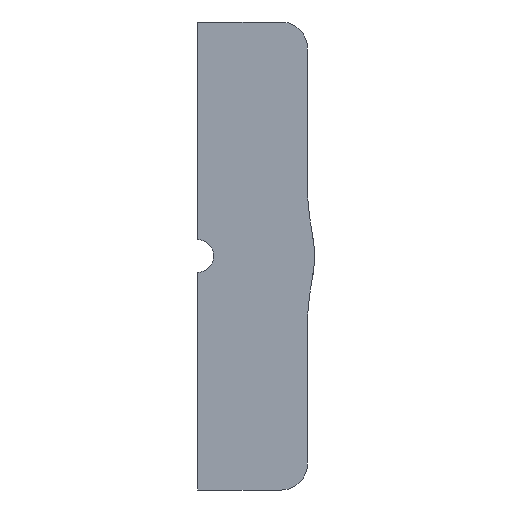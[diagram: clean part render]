
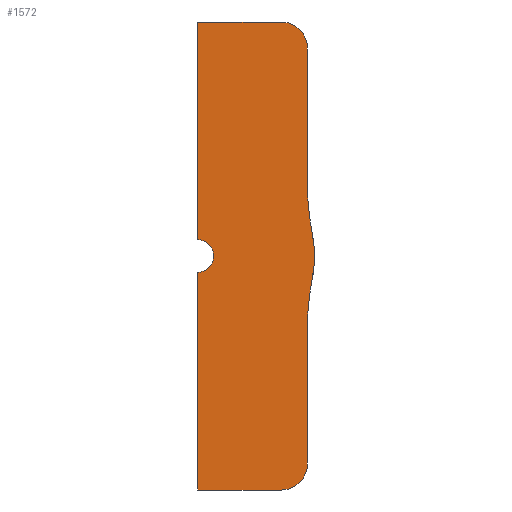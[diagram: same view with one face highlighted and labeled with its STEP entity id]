
A CAD part, left-side view. The second image highlights one B-rep face of the part: STEP entity #1572.
In plain terms, the highlighted planar face has unit normal (-1, 0, 0).
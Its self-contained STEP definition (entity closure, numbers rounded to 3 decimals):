
#1043=CARTESIAN_POINT('',(-5.371,3.,-18.));
#1044=VERTEX_POINT('',#1043);
#1051=CARTESIAN_POINT('',(-5.371,3.,-1.25));
#1052=VERTEX_POINT('',#1051);
#1053=CARTESIAN_POINT('',(-5.371,3.,-1.25));
#1054=DIRECTION('',(0.0,0.0,-1.0));
#1055=VECTOR('',#1054,16.75);
#1056=LINE('',#1053,#1055);
#1057=EDGE_CURVE('',#1052,#1044,#1056,.T.);
#1209=CARTESIAN_POINT('',(-5.371,3.,1.25));
#1210=VERTEX_POINT('',#1209);
#1217=CARTESIAN_POINT('',(-5.371,3.,18.));
#1218=VERTEX_POINT('',#1217);
#1219=CARTESIAN_POINT('',(-5.371,3.,18.));
#1220=DIRECTION('',(0.0,0.0,-1.0));
#1221=VECTOR('',#1220,16.75);
#1222=LINE('',#1219,#1221);
#1223=EDGE_CURVE('',#1218,#1210,#1222,.T.);
#1437=CARTESIAN_POINT('',(-5.371,-5.455,-16.));
#1438=VERTEX_POINT('',#1437);
#1439=CARTESIAN_POINT('',(-5.371,-3.455,-18.));
#1440=VERTEX_POINT('',#1439);
#1441=CARTESIAN_POINT('',(-5.371,-3.455,-16.));
#1442=DIRECTION('',(1.0,0.0,0.0));
#1443=DIRECTION('',(0.0,-0.707,-0.707));
#1444=AXIS2_PLACEMENT_3D('',#1441,#1442,#1443);
#1445=CIRCLE('',#1444,2.0);
#1446=EDGE_CURVE('',#1438,#1440,#1445,.T.);
#1480=CARTESIAN_POINT('',(-5.371,3.,-18.));
#1481=DIRECTION('',(0.0,-1.0,0.0));
#1482=VECTOR('',#1481,6.455);
#1483=LINE('',#1480,#1482);
#1484=EDGE_CURVE('',#1044,#1440,#1483,.T.);
#1496=CARTESIAN_POINT('',(-5.371,-8.455,0.0));
#1497=DIRECTION('',(-1.0,0.0,0.0));
#1498=DIRECTION('',(0.0,0.0,1.0));
#1499=AXIS2_PLACEMENT_3D('',#1496,#1497,#1498);
#1500=PLANE('',#1499);
#1501=ORIENTED_EDGE('',*,*,#1446,.F.);
#1502=CARTESIAN_POINT('',(-5.371,-5.455,-5.595));
#1503=VERTEX_POINT('',#1502);
#1504=CARTESIAN_POINT('',(-5.371,-5.455,-16.));
#1505=DIRECTION('',(0.0,0.0,1.0));
#1506=VECTOR('',#1505,10.405);
#1507=LINE('',#1504,#1506);
#1508=EDGE_CURVE('',#1438,#1503,#1507,.T.);
#1509=ORIENTED_EDGE('',*,*,#1508,.T.);
#1510=CARTESIAN_POINT('',(-5.371,-5.831,-1.736));
#1511=VERTEX_POINT('',#1510);
#1512=CARTESIAN_POINT('',(-5.371,-25.455,-5.595));
#1513=DIRECTION('',(-1.0,0.,0.));
#1514=DIRECTION('',(0.,0.995,0.097));
#1515=AXIS2_PLACEMENT_3D('',#1512,#1513,#1514);
#1516=CIRCLE('',#1515,20.);
#1517=EDGE_CURVE('',#1511,#1503,#1516,.T.);
#1518=ORIENTED_EDGE('',*,*,#1517,.F.);
#1519=CARTESIAN_POINT('',(-5.371,-5.831,1.736));
#1520=VERTEX_POINT('',#1519);
#1521=CARTESIAN_POINT('',(-5.371,3.,0.0));
#1522=DIRECTION('',(-1.0,0.0,0.0));
#1523=DIRECTION('',(0.0,0.0,1.0));
#1524=AXIS2_PLACEMENT_3D('',#1521,#1522,#1523);
#1525=CIRCLE('',#1524,9.);
#1526=EDGE_CURVE('',#1511,#1520,#1525,.T.);
#1527=ORIENTED_EDGE('',*,*,#1526,.T.);
#1528=CARTESIAN_POINT('',(-5.371,-5.455,5.595));
#1529=VERTEX_POINT('',#1528);
#1530=CARTESIAN_POINT('',(-5.371,-25.455,5.595));
#1531=DIRECTION('',(-1.0,0.,0.));
#1532=DIRECTION('',(0.,0.995,-0.097));
#1533=AXIS2_PLACEMENT_3D('',#1530,#1531,#1532);
#1534=CIRCLE('',#1533,20.);
#1535=EDGE_CURVE('',#1529,#1520,#1534,.T.);
#1536=ORIENTED_EDGE('',*,*,#1535,.F.);
#1537=CARTESIAN_POINT('',(-5.371,-5.455,16.));
#1538=VERTEX_POINT('',#1537);
#1539=CARTESIAN_POINT('',(-5.371,-5.455,5.595));
#1540=DIRECTION('',(0.0,0.0,1.0));
#1541=VECTOR('',#1540,10.405);
#1542=LINE('',#1539,#1541);
#1543=EDGE_CURVE('',#1529,#1538,#1542,.T.);
#1544=ORIENTED_EDGE('',*,*,#1543,.T.);
#1545=CARTESIAN_POINT('',(-5.371,-3.455,18.));
#1546=VERTEX_POINT('',#1545);
#1547=CARTESIAN_POINT('',(-5.371,-3.455,16.));
#1548=DIRECTION('',(1.0,0.0,0.0));
#1549=DIRECTION('',(0.0,-0.707,0.707));
#1550=AXIS2_PLACEMENT_3D('',#1547,#1548,#1549);
#1551=CIRCLE('',#1550,2.0);
#1552=EDGE_CURVE('',#1546,#1538,#1551,.T.);
#1553=ORIENTED_EDGE('',*,*,#1552,.F.);
#1554=CARTESIAN_POINT('',(-5.371,-3.455,18.));
#1555=DIRECTION('',(0.0,1.0,0.0));
#1556=VECTOR('',#1555,6.455);
#1557=LINE('',#1554,#1556);
#1558=EDGE_CURVE('',#1546,#1218,#1557,.T.);
#1559=ORIENTED_EDGE('',*,*,#1558,.T.);
#1560=ORIENTED_EDGE('',*,*,#1223,.T.);
#1561=CARTESIAN_POINT('',(-5.371,3.,0.0));
#1562=DIRECTION('',(1.0,0.0,0.0));
#1563=DIRECTION('',(0.0,0.0,-1.0));
#1564=AXIS2_PLACEMENT_3D('',#1561,#1562,#1563);
#1565=CIRCLE('',#1564,1.25);
#1566=EDGE_CURVE('',#1210,#1052,#1565,.T.);
#1567=ORIENTED_EDGE('',*,*,#1566,.T.);
#1568=ORIENTED_EDGE('',*,*,#1057,.T.);
#1569=ORIENTED_EDGE('',*,*,#1484,.T.);
#1570=EDGE_LOOP('',(#1501,#1509,#1518,#1527,#1536,#1544,#1553,#1559,#1560,#1567,#1568,#1569));
#1571=FACE_OUTER_BOUND('',#1570,.T.);
#1572=ADVANCED_FACE('',(#1571),#1500,.T.);
